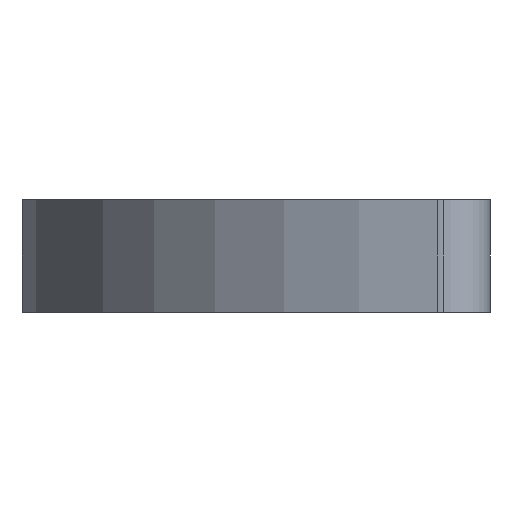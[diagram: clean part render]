
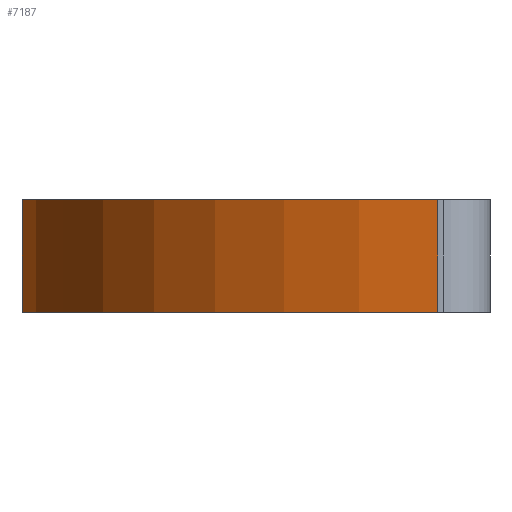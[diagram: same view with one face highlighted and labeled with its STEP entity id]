
A CAD part, left-side view. The second image highlights one B-rep face of the part: STEP entity #7187.
In plain terms, the highlighted cylindrical face has radius 100 mm (diameter 200 mm), a partial arc.
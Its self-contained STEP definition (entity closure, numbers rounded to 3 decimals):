
#64 = VECTOR ( 'NONE', #4952, 1000. ) ;
#340 = CARTESIAN_POINT ( 'NONE',  ( -99.381, 11.111, 0. ) ) ;
#583 = ORIENTED_EDGE ( 'NONE', *, *, #3618, .F. ) ;
#839 = CARTESIAN_POINT ( 'NONE',  ( 99.381, 11.111, 0. ) ) ;
#989 = DIRECTION ( 'NONE',  ( 0., 0., 1. ) ) ;
#1026 = DIRECTION ( 'NONE',  ( 0., 0., -1. ) ) ;
#1036 = EDGE_CURVE ( 'NONE', #2931, #5376, #4249, .T. ) ;
#1275 = CARTESIAN_POINT ( 'NONE',  ( -99.381, 11.111, 24. ) ) ;
#1479 = CARTESIAN_POINT ( 'NONE',  ( 99.381, 11.111, 24. ) ) ;
#1490 = DIRECTION ( 'NONE',  ( 0., 0., -1. ) ) ;
#1501 = EDGE_CURVE ( 'NONE', #7478, #2931, #7853, .T. ) ;
#1642 = VERTEX_POINT ( 'NONE', #7375 ) ;
#2176 = CARTESIAN_POINT ( 'NONE',  ( 99.381, 11.111, 24. ) ) ;
#2665 = ORIENTED_EDGE ( 'NONE', *, *, #1036, .T. ) ;
#2931 = VERTEX_POINT ( 'NONE', #839 ) ;
#3072 = CARTESIAN_POINT ( 'NONE',  ( 0., 0., 0. ) ) ;
#3322 = DIRECTION ( 'NONE',  ( 1., 0., 0. ) ) ;
#3337 = DIRECTION ( 'NONE',  ( 0., 0., 1. ) ) ;
#3372 = ORIENTED_EDGE ( 'NONE', *, *, #1501, .T. ) ;
#3462 = DIRECTION ( 'NONE',  ( -1., 0., 0. ) ) ;
#3474 = AXIS2_PLACEMENT_3D ( 'NONE', #4663, #989, #5272 ) ;
#3618 = EDGE_CURVE ( 'NONE', #7478, #1642, #3883, .T. ) ;
#3832 = CYLINDRICAL_SURFACE ( 'NONE', #4075, 100. ) ;
#3883 = CIRCLE ( 'NONE', #3474, 100. ) ;
#4075 = AXIS2_PLACEMENT_3D ( 'NONE', #7736, #1026, #3462 ) ;
#4249 = CIRCLE ( 'NONE', #4343, 100. ) ;
#4343 = AXIS2_PLACEMENT_3D ( 'NONE', #3072, #3337, #3322 ) ;
#4625 = VECTOR ( 'NONE', #1490, 1000. ) ;
#4663 = CARTESIAN_POINT ( 'NONE',  ( 0., 0., 24. ) ) ;
#4952 = DIRECTION ( 'NONE',  ( 0., 0., -1. ) ) ;
#5147 = EDGE_CURVE ( 'NONE', #1642, #5376, #6570, .T. ) ;
#5272 = DIRECTION ( 'NONE',  ( 1., 0., 0. ) ) ;
#5376 = VERTEX_POINT ( 'NONE', #340 ) ;
#6468 = EDGE_LOOP ( 'NONE', ( #2665, #7080, #583, #3372 ) ) ;
#6570 = LINE ( 'NONE', #1275, #64 ) ;
#7080 = ORIENTED_EDGE ( 'NONE', *, *, #5147, .F. ) ;
#7133 = FACE_OUTER_BOUND ( 'NONE', #6468, .T. ) ;
#7187 = ADVANCED_FACE ( 'NONE', ( #7133 ), #3832, .T. ) ;
#7375 = CARTESIAN_POINT ( 'NONE',  ( -99.381, 11.111, 24. ) ) ;
#7478 = VERTEX_POINT ( 'NONE', #2176 ) ;
#7736 = CARTESIAN_POINT ( 'NONE',  ( 0., 0., 24. ) ) ;
#7853 = LINE ( 'NONE', #1479, #4625 ) ;
